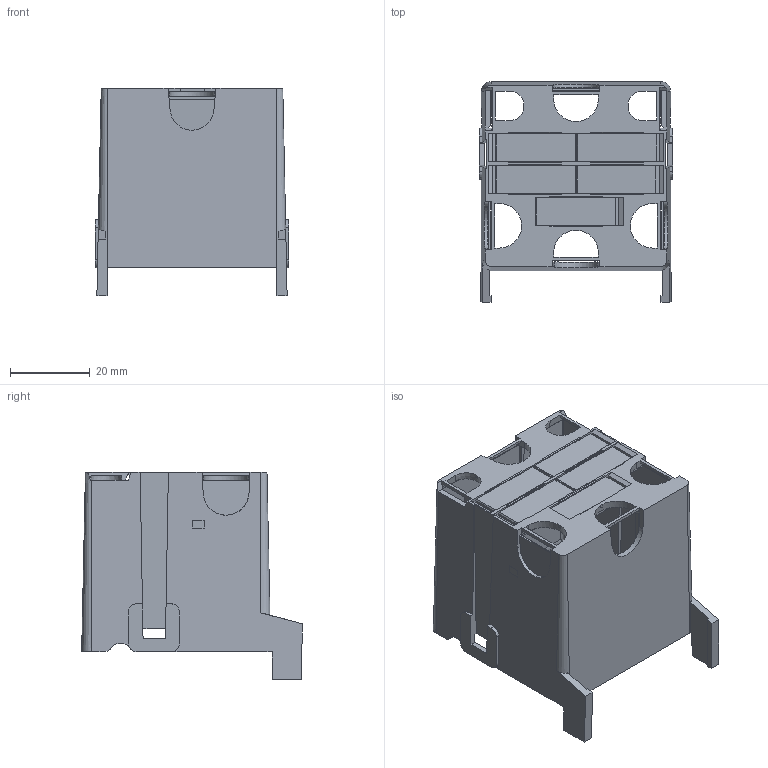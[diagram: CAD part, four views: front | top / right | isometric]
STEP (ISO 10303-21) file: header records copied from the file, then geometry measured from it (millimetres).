
FILE_DESCRIPTION(('CATIA V5 STEP Exchange','CAx-IF Rec.Pracs.--- Model Styling and Organization---1.4--- 2014-01-23'),'2;1');
FILE_NAME ('013613-3_2', '2019-10-22T09:31:17+00:00', ('none'), ('Weidmueller'), 'CATIA Version 5-6 Release 2016 SP3 HF44', 'CATIA V5 STEP AP214', 'none');
FILE_SCHEMA(('AUTOMOTIVE_DESIGN { 1 0 10303 214 1 1 1 1 }'));
Length unit declared in the file: millimetre
Products named in the file (1): 1450820000
Bounding box: 48.6 x 55.32 x 52 mm (x, y, z)
Volume: 14677.8 mm3; surface area: 22749.3 mm2
Topology: 6 solids, 6 shells, 612 faces, 1752 edges, 1157 vertices
Faces by surface type: plane 546, cylinder 52, cone 14
Entity records: 18758 total; most frequent: CARTESIAN_POINT 3865, ORIENTED_EDGE 3504, DIRECTION 2387, EDGE_CURVE 1752, VECTOR 1484, LINE 1484, VERTEX_POINT 1157, EDGE_LOOP 645
